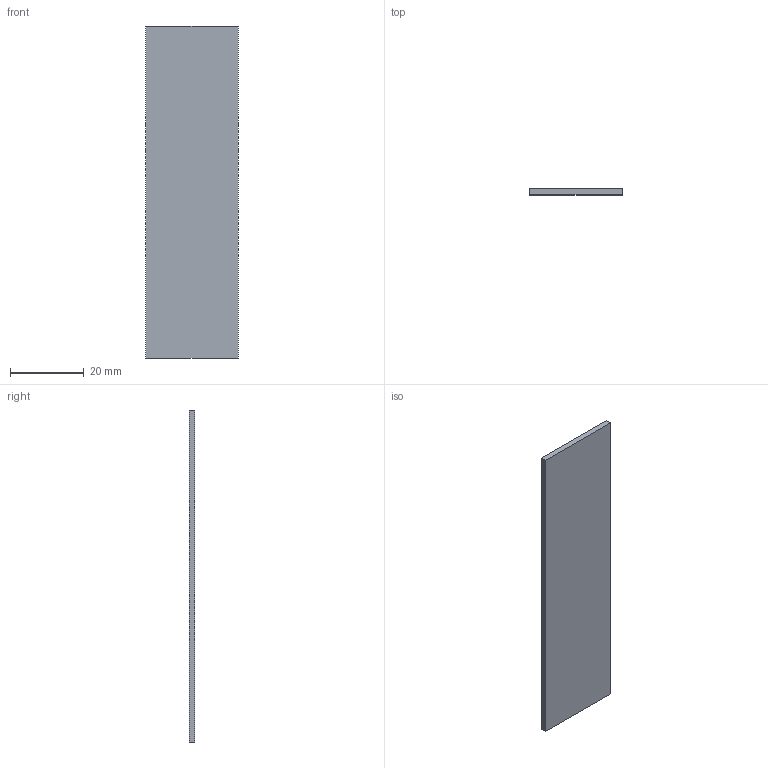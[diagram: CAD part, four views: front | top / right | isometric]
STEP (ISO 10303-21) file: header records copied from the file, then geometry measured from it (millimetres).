
FILE_DESCRIPTION (( 'STEP AP214' ), '1' );
FILE_NAME ('EEE.AC.FSB.STEP', '2024-02-27T11:47:11', ( '' ), ( '' ), 'SwSTEP 2.0', 'SolidWorks 2022', '' );
FILE_SCHEMA (( 'AUTOMOTIVE_DESIGN' ));
Length unit declared in the file: millimetre
Products named in the file (1): EEE.AC.FSB
Bounding box: 25 x 1.6 x 90 mm (x, y, z)
Volume: 3554 mm3; surface area: 4977.5 mm2
Topology: 1 solids, 1 shells, 131 faces, 354 edges, 236 vertices
Faces by surface type: plane 80, bspline 51
Entity records: 6708 total; most frequent: CARTESIAN_POINT 3725, ORIENTED_EDGE 708, DIRECTION 414, EDGE_CURVE 354, LINE 252, VECTOR 252, VERTEX_POINT 236, EDGE_LOOP 142
